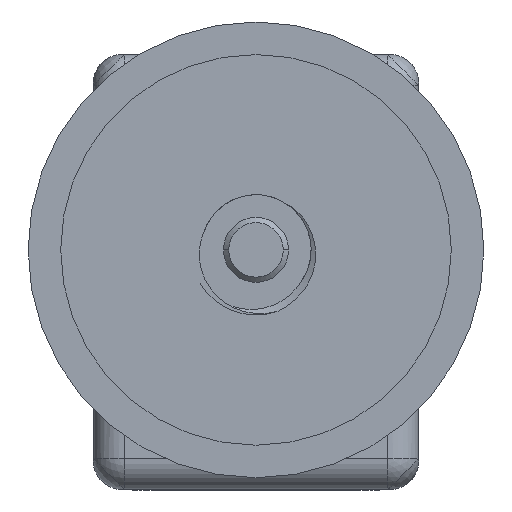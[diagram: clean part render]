
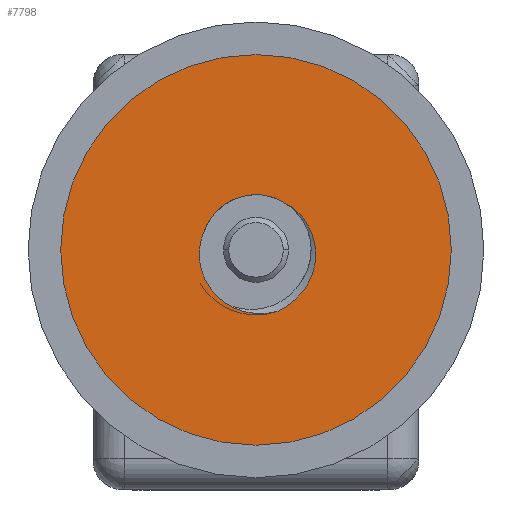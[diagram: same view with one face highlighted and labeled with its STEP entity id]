
A CAD part, front view. The second image highlights one B-rep face of the part: STEP entity #7798.
In plain terms, the highlighted planar face has unit normal (0, -1, 0).
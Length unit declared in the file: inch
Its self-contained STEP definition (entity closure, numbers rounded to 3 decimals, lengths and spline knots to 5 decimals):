
#1711=CARTESIAN_POINT('',(0.,-0.186,0.));
#1712=DIRECTION('',(0.,-1.,0.));
#1713=DIRECTION('',(0.,0.,-1.));
#1714=AXIS2_PLACEMENT_3D('',#1711,#1712,#1713);
#1716=CARTESIAN_POINT('',(0.,-0.186,0.));
#1717=DIRECTION('',(0.,1.,0.));
#1718=DIRECTION('',(0.,0.,-1.));
#1719=AXIS2_PLACEMENT_3D('',#1716,#1717,#1718);
#1721=CARTESIAN_POINT('',(0.04012,-0.186,-0.11839));
#1722=CARTESIAN_POINT('',(0.03265,-0.186,-0.12036));
#1723=CARTESIAN_POINT('',(0.01773,-0.186,-0.12283));
#1724=CARTESIAN_POINT('',(-0.00467,-0.186,-0.12246));
#1725=CARTESIAN_POINT('',(-0.02667,-0.186,-0.11798));
#1726=CARTESIAN_POINT('',(-0.04714,-0.186,-0.10966));
#1727=CARTESIAN_POINT('',(-0.0655,-0.186,-0.09789));
#1728=CARTESIAN_POINT('',(-0.08134,-0.186,-0.08294));
#1729=CARTESIAN_POINT('',(-0.09385,-0.186,-0.06574));
#1730=CARTESIAN_POINT('',(-0.10299,-0.186,-0.04643));
#1731=CARTESIAN_POINT('',(-0.10822,-0.186,-0.0262));
#1732=CARTESIAN_POINT('',(-0.1096,-0.186,-0.00548));
#1733=CARTESIAN_POINT('',(-0.10707,-0.186,0.01487));
#1734=CARTESIAN_POINT('',(-0.10297,-0.186,0.02763));
#1735=CARTESIAN_POINT('',(-0.10029,-0.186,0.03385));
#1737=CARTESIAN_POINT('',(0.05906,-0.186,0.08784));
#1738=CARTESIAN_POINT('',(0.06275,-0.186,0.08577));
#1739=CARTESIAN_POINT('',(0.06981,-0.186,0.08124));
#1740=CARTESIAN_POINT('',(0.07955,-0.186,0.07322));
#1741=CARTESIAN_POINT('',(0.08816,-0.186,0.06426));
#1742=CARTESIAN_POINT('',(0.09578,-0.186,0.05428));
#1743=CARTESIAN_POINT('',(0.10262,-0.186,0.04277));
#1744=CARTESIAN_POINT('',(0.10847,-0.186,0.02933));
#1745=CARTESIAN_POINT('',(0.11294,-0.186,0.01339));
#1746=CARTESIAN_POINT('',(0.11509,-0.186,-0.00514));
#1747=CARTESIAN_POINT('',(0.11405,-0.186,-0.02463));
#1748=CARTESIAN_POINT('',(0.10956,-0.186,-0.04437));
#1749=CARTESIAN_POINT('',(0.10146,-0.186,-0.06352));
#1750=CARTESIAN_POINT('',(0.09022,-0.186,-0.08091));
#1751=CARTESIAN_POINT('',(0.07594,-0.186,-0.09634));
#1752=CARTESIAN_POINT('',(0.05918,-0.186,-0.10912));
#1753=CARTESIAN_POINT('',(0.04671,-0.186,-0.11563));
#1754=CARTESIAN_POINT('',(0.04012,-0.186,-0.11839));
#1774=CARTESIAN_POINT('',(0.,-0.186,0.));
#1775=DIRECTION('',(0.,1.,0.));
#1776=DIRECTION('',(-0.948,0.,0.32));
#1777=AXIS2_PLACEMENT_3D('',#1774,#1775,#1776);
#4987=CARTESIAN_POINT('',(0.,-0.186,-0.375));
#4989=VERTEX_POINT('',#4987);
#4999=CARTESIAN_POINT('',(0.,-0.186,0.375));
#5001=VERTEX_POINT('',#4999);
#5006=VERTEX_POINT('',#1721);
#5007=VERTEX_POINT('',#1735);
#5008=CARTESIAN_POINT('',(0.05906,-0.186,0.08784));
#5009=VERTEX_POINT('',#5008);
#7781=CARTESIAN_POINT('',(0.,-0.186,0.));
#7782=DIRECTION('',(0.,1.,0.));
#7783=DIRECTION('',(0.,0.,1.));
#7784=AXIS2_PLACEMENT_3D('',#7781,#7782,#7783);
#7785=PLANE('',#7784);
#7786=ORIENTED_EDGE('',*,*,#7774,.F.);
#7787=ORIENTED_EDGE('',*,*,#7763,.T.);
#7788=EDGE_LOOP('',(#7786,#7787));
#7789=FACE_OUTER_BOUND('',#7788,.F.);
#7791=ORIENTED_EDGE('',*,*,#7790,.F.);
#7793=ORIENTED_EDGE('',*,*,#7792,.F.);
#7795=ORIENTED_EDGE('',*,*,#7794,.F.);
#7796=EDGE_LOOP('',(#7791,#7793,#7795));
#7797=FACE_BOUND('',#7796,.F.);
#7798=ADVANCED_FACE('',(#7789,#7797),#7785,.F.);
#1715=CIRCLE('',#1714,0.375);
#1720=CIRCLE('',#1719,0.375);
#1736=B_SPLINE_CURVE_WITH_KNOTS('',3,(#1721,#1722,#1723,#1724,#1725,#1726,#1727,
#1728,#1729,#1730,#1731,#1732,#1733,#1734,#1735),.UNSPECIFIED.,.F.,.F.,(4,1,1,1,
1,1,1,1,1,1,1,1,4),(0.,0.08333,0.16667,0.25,
0.33333,0.41667,0.5,0.58333,0.66667,
0.75,0.83333,0.91667,1.),.UNSPECIFIED.);
#1755=B_SPLINE_CURVE_WITH_KNOTS('',3,(#1737,#1738,#1739,#1740,#1741,#1742,#1743,
#1744,#1745,#1746,#1747,#1748,#1749,#1750,#1751,#1752,#1753,#1754),
.UNSPECIFIED.,.F.,.F.,(4,1,1,1,1,1,1,1,1,1,1,1,1,1,1,4),(0.,0.06667,
0.13333,0.2,0.26667,0.33333,0.4,
0.46667,0.53333,0.6,0.66667,0.73333,
0.8,0.86667,0.93333,1.),.UNSPECIFIED.);
#1778=CIRCLE('',#1777,0.10585);
#7763=EDGE_CURVE('',#4989,#5001,#1720,.T.);
#7774=EDGE_CURVE('',#4989,#5001,#1715,.T.);
#7790=EDGE_CURVE('',#5007,#5009,#1778,.T.);
#7792=EDGE_CURVE('',#5006,#5007,#1736,.T.);
#7794=EDGE_CURVE('',#5009,#5006,#1755,.T.);
